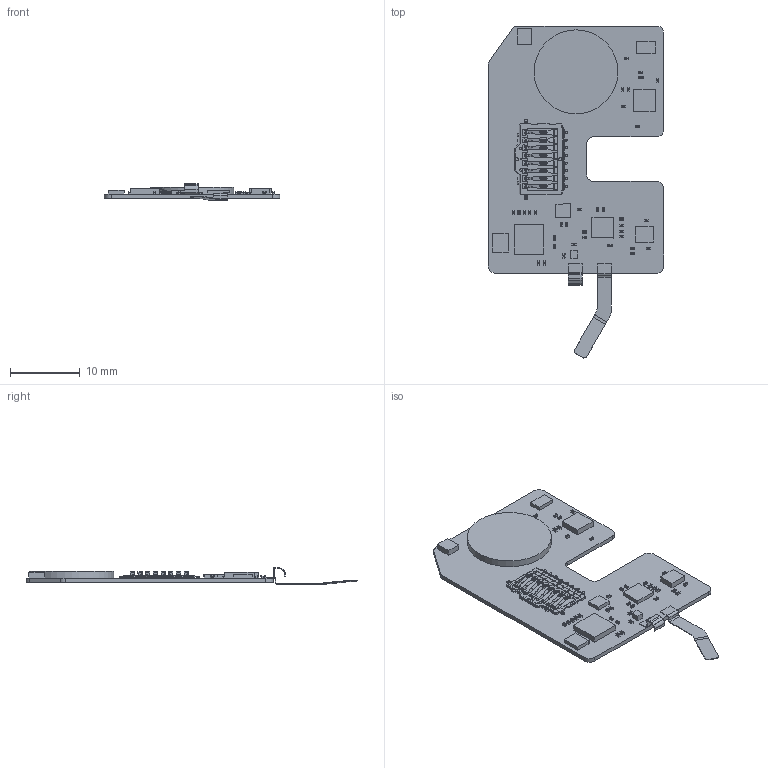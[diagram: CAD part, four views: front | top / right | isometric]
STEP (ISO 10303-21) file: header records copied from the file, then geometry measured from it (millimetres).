
FILE_DESCRIPTION(('Open CASCADE Model'),'2;1');
FILE_NAME('Open CASCADE Shape Model','2025-08-30T16:05:54',('Author'),( 'Open CASCADE'),'Open CASCADE STEP processor 7.5','Open CASCADE 7.5' ,'Unknown');
FILE_SCHEMA(('AUTOMOTIVE_DESIGN { 1 0 10303 214 1 1 1 1 }'));
Length unit declared in the file: millimetre
Products named in the file (77): PCB; Board; Open CASCADE STEP translator 7.5 1.1.1; C10; C 0201; LOGOԲ; R23; R 0201; R8; R7; R5; C17; R32; R31; R30; R29; R28; R27; R26; R25; C12; C15; C13; C11; C16; R24; R22; C32; C33; C31; R6; R4; C8; C18; C24; C23; C22; C21; C20; C19 ...
Assembly tree (109 placements, depth 4):
  PCB
    Board
      Open CASCADE STEP translator 7.5 1.1.1
    C10
      C 0201
        LOGOԲ
        C 0201
    R23
      R 0201
        R 0201
        LOGOԲ
    R8
      R 0201
        R 0201
        LOGOԲ
    R7
      R 0201
        R 0201
        LOGOԲ
    R5
      R 0201
        R 0201
        LOGOԲ
    C17
      C 0201
        LOGOԲ
        C 0201
    R32
      R 0201
        R 0201
        LOGOԲ
    R31
      R 0201
        R 0201
        LOGOԲ
    R30
      R 0201
        R 0201
        LOGOԲ
    R29
      R 0201
        R 0201
        LOGOԲ
    R28
      R 0201
        R 0201
        LOGOԲ
    R27
      R 0201
        R 0201
        LOGOԲ
    R26
      R 0201
        R 0201
        LOGOԲ
    R25
      R 0201
        R 0201
        LOGOԲ
    C12
Bounding box: 25.11 x 47.51 x 2.4 mm (x, y, z)
Volume: 666.9 mm3; surface area: 2435.5 mm2
Topology: 618 solids, 618 shells, 8351 faces, 19975 edges, 12916 vertices
Faces by surface type: plane 4389, bspline 1986, cylinder 1620, torus 176, sphere 152, cone 28
Full cylindrical faces by diameter (mm): 12 x1
Entity records: 75939 total; most frequent: CARTESIAN_POINT 19558, ORIENTED_EDGE 11134, DIRECTION 10927, EDGE_CURVE 5567, AXIS2_PLACEMENT_3D 3834, VERTEX_POINT 3556, LINE 3259, VECTOR 3259
